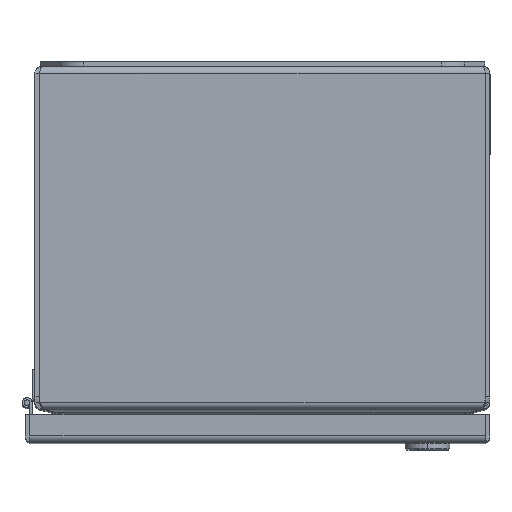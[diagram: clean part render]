
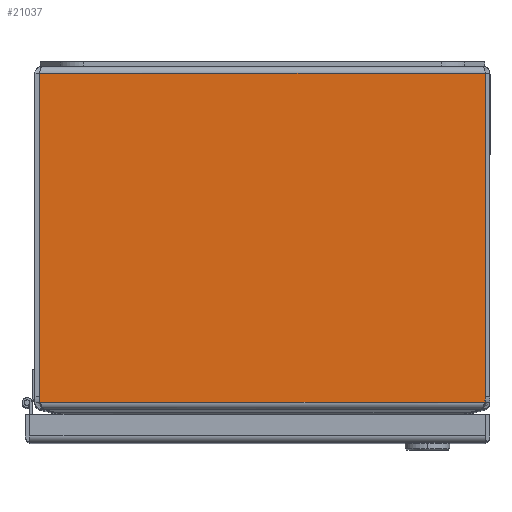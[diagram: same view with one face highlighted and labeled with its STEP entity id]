
A CAD part, top view. The second image highlights one B-rep face of the part: STEP entity #21037.
In plain terms, the highlighted planar face has unit normal (0, 0, 1).
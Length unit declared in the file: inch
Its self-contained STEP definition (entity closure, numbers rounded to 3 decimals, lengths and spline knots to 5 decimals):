
#10 = DIRECTION ( 'NONE',  ( 0., -1., 0. ) ) ;
#78 = DIRECTION ( 'NONE',  ( 0., -1., 0. ) ) ;
#537 = DIRECTION ( 'NONE',  ( -1., 0., 0. ) ) ;
#798 = CIRCLE ( 'NONE', #17308, 0.281 ) ;
#1128 = CARTESIAN_POINT ( 'NONE',  ( 27.33175, 0., 5. ) ) ;
#1221 = EDGE_CURVE ( 'NONE', #21120, #3433, #20941, .T. ) ;
#1823 = DIRECTION ( 'NONE',  ( 0., 0., -1. ) ) ;
#1844 = ORIENTED_EDGE ( 'NONE', *, *, #6541, .F. ) ;
#2621 = FACE_OUTER_BOUND ( 'NONE', #12471, .T. ) ;
#3063 = EDGE_CURVE ( 'NONE', #18446, #21120, #798, .T. ) ;
#3433 = VERTEX_POINT ( 'NONE', #15223 ) ;
#3498 = VERTEX_POINT ( 'NONE', #5571 ) ;
#5142 = DIRECTION ( 'NONE',  ( 0., 1., 0. ) ) ;
#5571 = CARTESIAN_POINT ( 'NONE',  ( -3.91889, -5.80503, 5. ) ) ;
#6313 = VECTOR ( 'NONE', #11239, 39.37008 ) ;
#6328 = CIRCLE ( 'NONE', #10387, 0.281 ) ;
#6541 = EDGE_CURVE ( 'NONE', #18168, #11270, #18709, .T. ) ;
#6680 = EDGE_CURVE ( 'NONE', #3433, #3498, #6328, .T. ) ;
#7462 = VECTOR ( 'NONE', #10, 39.37008 ) ;
#7816 = ORIENTED_EDGE ( 'NONE', *, *, #6680, .F. ) ;
#8332 = ORIENTED_EDGE ( 'NONE', *, *, #3063, .F. ) ;
#8463 = CARTESIAN_POINT ( 'NONE',  ( 3.91889, -0.1215, 5. ) ) ;
#8515 = CARTESIAN_POINT ( 'NONE',  ( 27.33175, -5.90677, 5. ) ) ;
#8620 = VECTOR ( 'NONE', #78, 39.37008 ) ;
#9120 = ORIENTED_EDGE ( 'NONE', *, *, #1221, .F. ) ;
#9856 = PLANE ( 'NONE',  #18573 ) ;
#10387 = AXIS2_PLACEMENT_3D ( 'NONE', #13641, #1823, #537 ) ;
#11239 = DIRECTION ( 'NONE',  ( 1., 0., 0. ) ) ;
#11270 = VERTEX_POINT ( 'NONE', #13863 ) ;
#11956 = DIRECTION ( 'NONE',  ( -1., 0., 0. ) ) ;
#12254 = CARTESIAN_POINT ( 'NONE',  ( 3.63789, -5.80503, 5. ) ) ;
#12471 = EDGE_LOOP ( 'NONE', ( #8332, #19404, #1844, #21080, #7816, #9120 ) ) ;
#12484 = VECTOR ( 'NONE', #11956, 39.37008 ) ;
#13641 = CARTESIAN_POINT ( 'NONE',  ( -3.63789, -5.80503, 5. ) ) ;
#13798 = CARTESIAN_POINT ( 'NONE',  ( -3.91889, -0.1215, 5. ) ) ;
#13863 = CARTESIAN_POINT ( 'NONE',  ( 3.91889, -0.1215, 5. ) ) ;
#15223 = CARTESIAN_POINT ( 'NONE',  ( -3.89982, -5.90677, 5. ) ) ;
#15871 = LINE ( 'NONE', #13798, #7462 ) ;
#16099 = CARTESIAN_POINT ( 'NONE',  ( 3.91889, -5.80503, 5. ) ) ;
#17308 = AXIS2_PLACEMENT_3D ( 'NONE', #12254, #22613, #5142 ) ;
#18168 = VERTEX_POINT ( 'NONE', #22311 ) ;
#18329 = EDGE_CURVE ( 'NONE', #18168, #3498, #15871, .T. ) ;
#18446 = VERTEX_POINT ( 'NONE', #16099 ) ;
#18573 = AXIS2_PLACEMENT_3D ( 'NONE', #1128, #22269, #20546 ) ;
#18709 = LINE ( 'NONE', #20317, #6313 ) ;
#19404 = ORIENTED_EDGE ( 'NONE', *, *, #20195, .F. ) ;
#20195 = EDGE_CURVE ( 'NONE', #11270, #18446, #20771, .T. ) ;
#20317 = CARTESIAN_POINT ( 'NONE',  ( -3.8785, -0.1215, 5. ) ) ;
#20546 = DIRECTION ( 'NONE',  ( -1., 0., 0. ) ) ;
#20771 = LINE ( 'NONE', #8463, #8620 ) ;
#20941 = LINE ( 'NONE', #8515, #12484 ) ;
#21008 = CARTESIAN_POINT ( 'NONE',  ( 3.89982, -5.90677, 5. ) ) ;
#21037 = ADVANCED_FACE ( 'NONE', ( #2621 ), #9856, .F. ) ;
#21080 = ORIENTED_EDGE ( 'NONE', *, *, #18329, .T. ) ;
#21120 = VERTEX_POINT ( 'NONE', #21008 ) ;
#22269 = DIRECTION ( 'NONE',  ( 0., 0., -1. ) ) ;
#22311 = CARTESIAN_POINT ( 'NONE',  ( -3.91889, -0.1215, 5. ) ) ;
#22613 = DIRECTION ( 'NONE',  ( 0., 0., -1. ) ) ;
